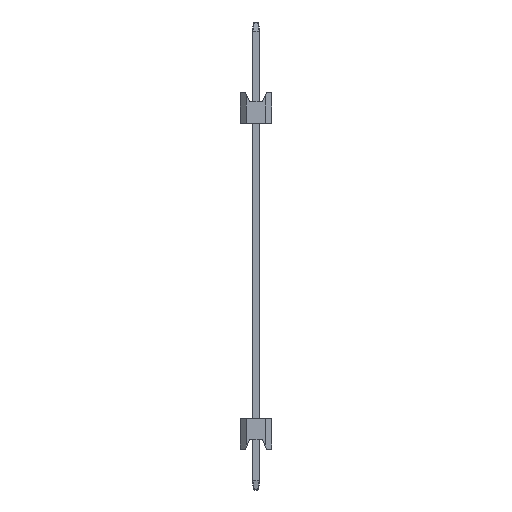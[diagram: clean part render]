
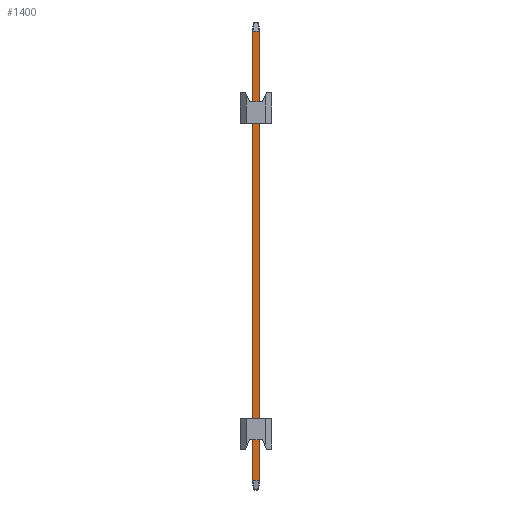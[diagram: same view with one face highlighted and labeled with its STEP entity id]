
A CAD part, left-side view. The second image highlights one B-rep face of the part: STEP entity #1400.
In plain terms, the highlighted planar face has unit normal (-1, 0, 0).
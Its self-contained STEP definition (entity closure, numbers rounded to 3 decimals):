
#330=FACE_OUTER_BOUND('',#394,.T.);
#394=EDGE_LOOP('',(#1139,#1140,#1141,#1142,#1143,#1144,#1145,#1146));
#445=LINE('',#2100,#601);
#454=LINE('',#2118,#610);
#484=LINE('',#2173,#640);
#497=LINE('',#2200,#653);
#500=LINE('',#2206,#656);
#503=LINE('',#2212,#659);
#519=LINE('',#2239,#675);
#520=LINE('',#2241,#676);
#601=VECTOR('',#1662,10.);
#610=VECTOR('',#1675,10.);
#640=VECTOR('',#1725,10.);
#653=VECTOR('',#1746,10.);
#656=VECTOR('',#1751,10.);
#659=VECTOR('',#1756,10.);
#675=VECTOR('',#1790,10.);
#676=VECTOR('',#1793,10.);
#755=VERTEX_POINT('',#2098);
#756=VERTEX_POINT('',#2099);
#763=VERTEX_POINT('',#2116);
#777=VERTEX_POINT('',#2168);
#785=VERTEX_POINT('',#2192);
#788=VERTEX_POINT('',#2198);
#790=VERTEX_POINT('',#2204);
#792=VERTEX_POINT('',#2210);
#853=EDGE_CURVE('',#755,#756,#445,.T.);
#862=EDGE_CURVE('',#763,#755,#454,.T.);
#892=EDGE_CURVE('',#756,#777,#484,.T.);
#905=EDGE_CURVE('',#788,#785,#497,.T.);
#908=EDGE_CURVE('',#790,#788,#500,.T.);
#911=EDGE_CURVE('',#792,#790,#503,.T.);
#927=EDGE_CURVE('',#785,#763,#519,.T.);
#928=EDGE_CURVE('',#777,#792,#520,.T.);
#1139=ORIENTED_EDGE('',*,*,#892,.F.);
#1140=ORIENTED_EDGE('',*,*,#853,.F.);
#1141=ORIENTED_EDGE('',*,*,#862,.F.);
#1142=ORIENTED_EDGE('',*,*,#927,.F.);
#1143=ORIENTED_EDGE('',*,*,#905,.F.);
#1144=ORIENTED_EDGE('',*,*,#908,.F.);
#1145=ORIENTED_EDGE('',*,*,#911,.F.);
#1146=ORIENTED_EDGE('',*,*,#928,.F.);
#1336=PLANE('',#1527);
#1400=ADVANCED_FACE('',(#330),#1336,.T.);
#1527=AXIS2_PLACEMENT_3D('',#2240,#1791,#1792);
#1662=DIRECTION('',(0.,0.,-1.));
#1675=DIRECTION('',(0.,-0.371,-0.928));
#1725=DIRECTION('',(0.,0.371,-0.928));
#1746=DIRECTION('',(0.,-0.371,0.928));
#1751=DIRECTION('',(0.,0.,1.));
#1756=DIRECTION('',(0.,0.371,0.928));
#1790=DIRECTION('',(0.,-1.,0.));
#1791=DIRECTION('center_axis',(-1.,0.,0.));
#1792=DIRECTION('ref_axis',(0.,-1.,0.));
#1793=DIRECTION('',(0.,1.,0.));
#2098=CARTESIAN_POINT('',(-0.32,-0.27,33.748));
#2099=CARTESIAN_POINT('',(-0.32,-0.27,-2.548));
#2100=CARTESIAN_POINT('',(-0.32,-0.27,0.));
#2116=CARTESIAN_POINT('',(-0.32,-0.269,33.75));
#2118=CARTESIAN_POINT('',(-0.32,-5.973,19.491));
#2168=CARTESIAN_POINT('',(-0.32,-0.269,-2.55));
#2173=CARTESIAN_POINT('',(-0.32,-0.593,-1.739));
#2192=CARTESIAN_POINT('',(-0.32,0.269,33.75));
#2198=CARTESIAN_POINT('',(-0.32,0.27,33.748));
#2200=CARTESIAN_POINT('',(-0.32,6.017,19.381));
#2204=CARTESIAN_POINT('',(-0.32,0.27,-2.548));
#2206=CARTESIAN_POINT('',(-0.32,0.27,0.));
#2210=CARTESIAN_POINT('',(-0.32,0.269,-2.55));
#2212=CARTESIAN_POINT('',(-0.32,0.637,-1.629));
#2239=CARTESIAN_POINT('',(-0.32,0.16,33.75));
#2240=CARTESIAN_POINT('Origin',(-0.32,0.32,0.));
#2241=CARTESIAN_POINT('',(-0.32,0.16,-2.55));
